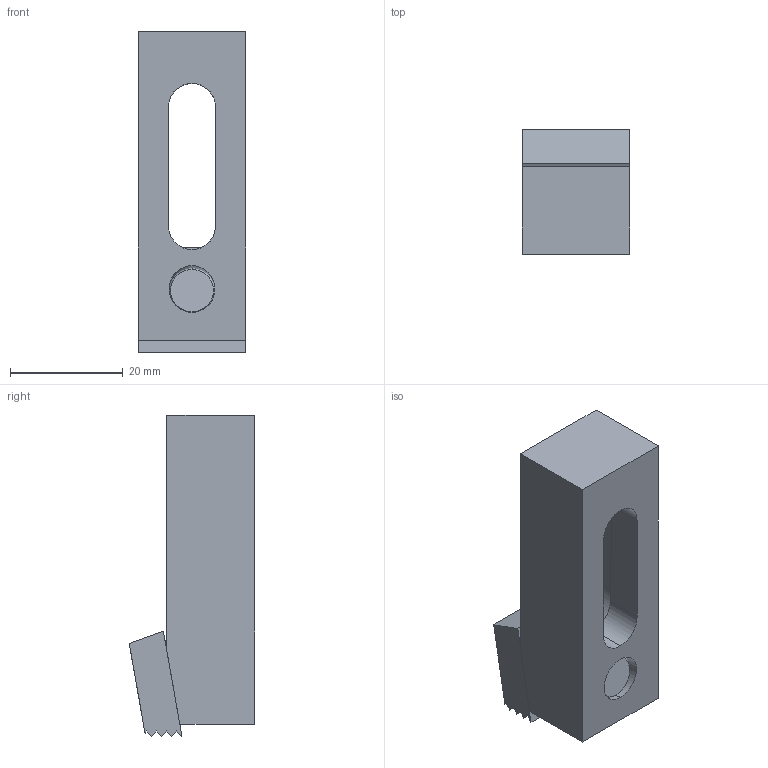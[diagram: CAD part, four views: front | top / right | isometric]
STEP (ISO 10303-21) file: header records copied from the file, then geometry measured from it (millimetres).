
FILE_DESCRIPTION (( 'STEP AP214' ), '1' );
FILE_NAME ('SW3dPS-53145.step', '2010-05-06T02:37:41', ( 'SysAdmin' ), ( 'SolidWorks' ), 'SwSTEP 2.0', 'SolidWorks 2010', '' );
FILE_SCHEMA (( 'AUTOMOTIVE_DESIGN' ));
Length unit declared in the file: millimetre
Products named in the file (5): SW3dPS-53145_10371; SW3dPS-53145_123145; SW3dPS-53145; SW3dPS-53145_750; SW3dPS-53145_washer and screw
Assembly tree (4 placements, depth 3):
  SW3dPS-53145
    SW3dPS-53145_123145
    SW3dPS-53145_washer and screw
      SW3dPS-53145_750
      SW3dPS-53145_10371
Bounding box: 19.05 x 22.29 x 57.06 mm (x, y, z)
Volume: 12656.7 mm3; surface area: 7450.5 mm2
Topology: 3 solids, 3 shells, 63 faces, 152 edges, 97 vertices
Faces by surface type: plane 41, cylinder 16, cone 4, sphere 2
Entity records: 2075 total; most frequent: CARTESIAN_POINT 427, DIRECTION 314, ORIENTED_EDGE 300, EDGE_CURVE 150, AXIS2_PLACEMENT_3D 105, LINE 104, VECTOR 104, VERTEX_POINT 97
